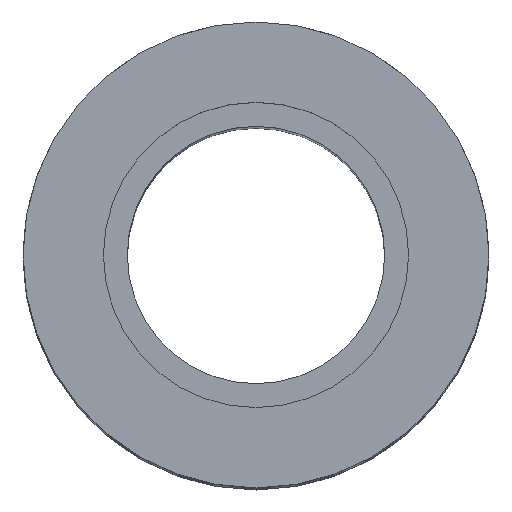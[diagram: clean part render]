
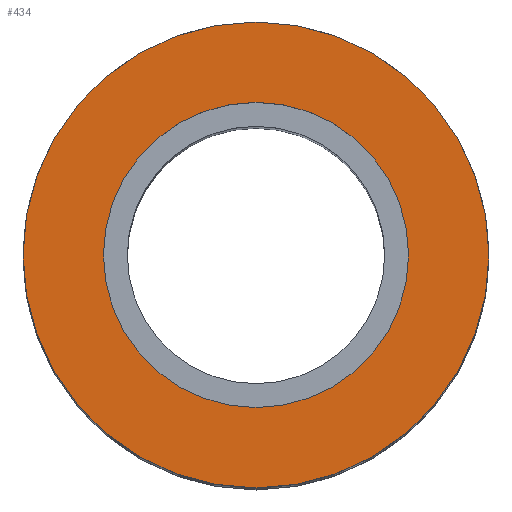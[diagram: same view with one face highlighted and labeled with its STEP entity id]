
A CAD part, top view. The second image highlights one B-rep face of the part: STEP entity #434.
In plain terms, the highlighted face is planar.
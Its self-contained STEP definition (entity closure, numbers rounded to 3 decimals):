
#3 = DIRECTION ( 'NONE',  ( 0., 1., 0. ) ) ;
#91 = ORIENTED_EDGE ( 'NONE', *, *, #534, .T. ) ;
#139 = CARTESIAN_POINT ( 'NONE',  ( 0., 4.9, 0. ) ) ;
#160 = DIRECTION ( 'NONE',  ( 0., 0., 1. ) ) ;
#161 = CARTESIAN_POINT ( 'NONE',  ( 20., 4.9, 0. ) ) ;
#166 = AXIS2_PLACEMENT_3D ( 'NONE', #139, #297, #505 ) ;
#273 = PLANE ( 'NONE',  #415 ) ;
#277 = VERTEX_POINT ( 'NONE', #281 ) ;
#281 = CARTESIAN_POINT ( 'NONE',  ( 0., 4.9, -20. ) ) ;
#297 = DIRECTION ( 'NONE',  ( 0., -1., 0. ) ) ;
#315 = AXIS2_PLACEMENT_3D ( 'NONE', #344, #599, #435 ) ;
#344 = CARTESIAN_POINT ( 'NONE',  ( 0., 4.9, 0. ) ) ;
#360 = EDGE_LOOP ( 'NONE', ( #470 ) ) ;
#387 = FACE_BOUND ( 'NONE', #427, .T. ) ;
#397 = FACE_OUTER_BOUND ( 'NONE', #360, .T. ) ;
#415 = AXIS2_PLACEMENT_3D ( 'NONE', #161, #3, #160 ) ;
#427 = EDGE_LOOP ( 'NONE', ( #91 ) ) ;
#434 = ADVANCED_FACE ( 'NONE', ( #387, #397 ), #273, .T. ) ;
#435 = DIRECTION ( 'NONE',  ( 0., 0., -1. ) ) ;
#470 = ORIENTED_EDGE ( 'NONE', *, *, #578, .T. ) ;
#473 = CARTESIAN_POINT ( 'NONE',  ( 0., 4.9, -13.1 ) ) ;
#495 = CIRCLE ( 'NONE', #315, 20. ) ;
#504 = CIRCLE ( 'NONE', #166, 13.1 ) ;
#505 = DIRECTION ( 'NONE',  ( 0., 0., -1. ) ) ;
#534 = EDGE_CURVE ( 'NONE', #621, #621, #504, .T. ) ;
#578 = EDGE_CURVE ( 'NONE', #277, #277, #495, .T. ) ;
#599 = DIRECTION ( 'NONE',  ( 0., 1., 0. ) ) ;
#621 = VERTEX_POINT ( 'NONE', #473 ) ;
